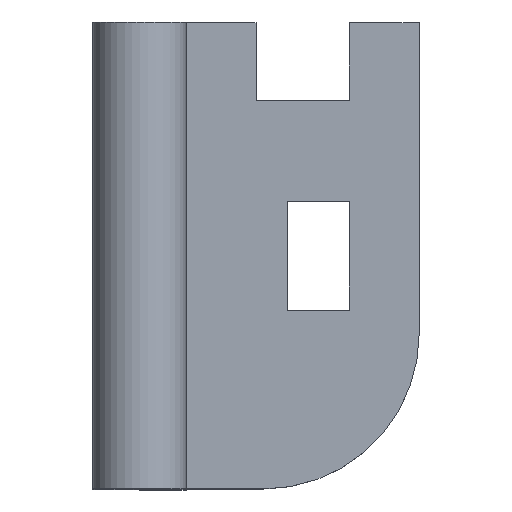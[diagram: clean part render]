
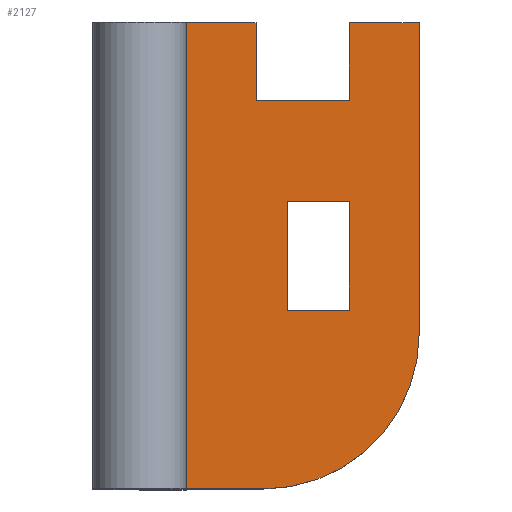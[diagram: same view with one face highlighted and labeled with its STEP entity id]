
A CAD part, top view. The second image highlights one B-rep face of the part: STEP entity #2127.
In plain terms, the highlighted planar face has unit normal (0, 0, 1).
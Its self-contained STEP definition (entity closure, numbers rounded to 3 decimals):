
#8 = LINE ( 'NONE', #745, #1488 ) ;
#21 = CARTESIAN_POINT ( 'NONE',  ( 13.5, 30., 39. ) ) ;
#22 = DIRECTION ( 'NONE',  ( 0., 1., 0. ) ) ;
#26 = VERTEX_POINT ( 'NONE', #1156 ) ;
#30 = LINE ( 'NONE', #1632, #1882 ) ;
#37 = VERTEX_POINT ( 'NONE', #2109 ) ;
#47 = PLANE ( 'NONE',  #1579 ) ;
#82 = LINE ( 'NONE', #2215, #2141 ) ;
#88 = CIRCLE ( 'NONE', #238, 10. ) ;
#147 = CARTESIAN_POINT ( 'NONE',  ( 3., 0., 39. ) ) ;
#153 = VECTOR ( 'NONE', #1026, 1000. ) ;
#157 = VERTEX_POINT ( 'NONE', #1820 ) ;
#167 = EDGE_CURVE ( 'NONE', #37, #1616, #940, .T. ) ;
#207 = LINE ( 'NONE', #1014, #153 ) ;
#208 = DIRECTION ( 'NONE',  ( 0., 1., 0. ) ) ;
#233 = EDGE_CURVE ( 'NONE', #281, #419, #207, .T. ) ;
#238 = AXIS2_PLACEMENT_3D ( 'NONE', #643, #1840, #1323 ) ;
#239 = VECTOR ( 'NONE', #1710, 1000. ) ;
#281 = VERTEX_POINT ( 'NONE', #147 ) ;
#305 = EDGE_CURVE ( 'NONE', #2111, #314, #2108, .T. ) ;
#313 = ORIENTED_EDGE ( 'NONE', *, *, #1180, .F. ) ;
#314 = VERTEX_POINT ( 'NONE', #512 ) ;
#336 = EDGE_CURVE ( 'NONE', #1922, #157, #439, .T. ) ;
#349 = LINE ( 'NONE', #21, #1678 ) ;
#363 = ORIENTED_EDGE ( 'NONE', *, *, #1599, .F. ) ;
#403 = DIRECTION ( 'NONE',  ( 1., 0., 0. ) ) ;
#411 = EDGE_CURVE ( 'NONE', #26, #1922, #707, .T. ) ;
#418 = VECTOR ( 'NONE', #521, 1000. ) ;
#419 = VERTEX_POINT ( 'NONE', #1394 ) ;
#439 = LINE ( 'NONE', #1900, #1214 ) ;
#446 = VERTEX_POINT ( 'NONE', #1548 ) ;
#471 = CARTESIAN_POINT ( 'NONE',  ( 18., 30., 39. ) ) ;
#512 = CARTESIAN_POINT ( 'NONE',  ( 18., 10., 39. ) ) ;
#521 = DIRECTION ( 'NONE',  ( 0., -1., 0. ) ) ;
#547 = ORIENTED_EDGE ( 'NONE', *, *, #167, .F. ) ;
#550 = VECTOR ( 'NONE', #776, 1000. ) ;
#558 = LINE ( 'NONE', #1994, #899 ) ;
#562 = ORIENTED_EDGE ( 'NONE', *, *, #336, .F. ) ;
#601 = CARTESIAN_POINT ( 'NONE',  ( 13.5, 18.5, 39. ) ) ;
#643 = CARTESIAN_POINT ( 'NONE',  ( 8., 10., 39. ) ) ;
#694 = EDGE_CURVE ( 'NONE', #1616, #1801, #30, .T. ) ;
#705 = CARTESIAN_POINT ( 'NONE',  ( 7.5, 30., 39. ) ) ;
#707 = LINE ( 'NONE', #705, #239 ) ;
#745 = CARTESIAN_POINT ( 'NONE',  ( 18., 30., 39. ) ) ;
#757 = VERTEX_POINT ( 'NONE', #1109 ) ;
#776 = DIRECTION ( 'NONE',  ( -1., 0., 0. ) ) ;
#805 = EDGE_CURVE ( 'NONE', #419, #314, #88, .T. ) ;
#855 = DIRECTION ( 'NONE',  ( 1., 0., 0. ) ) ;
#885 = DIRECTION ( 'NONE',  ( 1., 0., 0. ) ) ;
#899 = VECTOR ( 'NONE', #22, 1000. ) ;
#916 = ORIENTED_EDGE ( 'NONE', *, *, #233, .T. ) ;
#933 = ORIENTED_EDGE ( 'NONE', *, *, #1729, .F. ) ;
#940 = LINE ( 'NONE', #601, #550 ) ;
#1011 = ORIENTED_EDGE ( 'NONE', *, *, #305, .F. ) ;
#1014 = CARTESIAN_POINT ( 'NONE',  ( 18., 0., 39. ) ) ;
#1026 = DIRECTION ( 'NONE',  ( 1., 0., 0. ) ) ;
#1065 = CARTESIAN_POINT ( 'NONE',  ( 18., 30., 39. ) ) ;
#1109 = CARTESIAN_POINT ( 'NONE',  ( 13.5, 11.5, 39. ) ) ;
#1115 = ORIENTED_EDGE ( 'NONE', *, *, #411, .F. ) ;
#1136 = VERTEX_POINT ( 'NONE', #1275 ) ;
#1156 = CARTESIAN_POINT ( 'NONE',  ( 7.5, 30., 39. ) ) ;
#1180 = EDGE_CURVE ( 'NONE', #1136, #2111, #1802, .T. ) ;
#1214 = VECTOR ( 'NONE', #885, 1000. ) ;
#1250 = DIRECTION ( 'NONE',  ( -1., 0., 0. ) ) ;
#1263 = CARTESIAN_POINT ( 'NONE',  ( 18., 30., 39. ) ) ;
#1275 = CARTESIAN_POINT ( 'NONE',  ( 13.5, 30., 39. ) ) ;
#1300 = EDGE_LOOP ( 'NONE', ( #916, #1612, #1011, #313, #933, #562, #1115, #1572, #2162 ) ) ;
#1303 = VECTOR ( 'NONE', #403, 1000. ) ;
#1323 = DIRECTION ( 'NONE',  ( -1., 0., 0. ) ) ;
#1349 = CARTESIAN_POINT ( 'NONE',  ( 7.5, 25., 39. ) ) ;
#1361 = DIRECTION ( 'NONE',  ( 0., 0., -1. ) ) ;
#1384 = ORIENTED_EDGE ( 'NONE', *, *, #2105, .F. ) ;
#1394 = CARTESIAN_POINT ( 'NONE',  ( 8., 0., 39. ) ) ;
#1401 = ORIENTED_EDGE ( 'NONE', *, *, #694, .F. ) ;
#1488 = VECTOR ( 'NONE', #2101, 1000. ) ;
#1496 = EDGE_LOOP ( 'NONE', ( #547, #1384, #363, #1401 ) ) ;
#1548 = CARTESIAN_POINT ( 'NONE',  ( 3., 30., 39. ) ) ;
#1572 = ORIENTED_EDGE ( 'NONE', *, *, #1805, .F. ) ;
#1579 = AXIS2_PLACEMENT_3D ( 'NONE', #1792, #1361, #1250 ) ;
#1599 = EDGE_CURVE ( 'NONE', #1801, #757, #82, .T. ) ;
#1612 = ORIENTED_EDGE ( 'NONE', *, *, #805, .T. ) ;
#1616 = VERTEX_POINT ( 'NONE', #2211 ) ;
#1632 = CARTESIAN_POINT ( 'NONE',  ( 9.5, 18.5, 39. ) ) ;
#1678 = VECTOR ( 'NONE', #208, 1000. ) ;
#1689 = DIRECTION ( 'NONE',  ( 0., -1., 0. ) ) ;
#1710 = DIRECTION ( 'NONE',  ( 0., -1., 0. ) ) ;
#1729 = EDGE_CURVE ( 'NONE', #157, #1136, #349, .T. ) ;
#1792 = CARTESIAN_POINT ( 'NONE',  ( 18., 30., 39. ) ) ;
#1796 = LINE ( 'NONE', #1870, #418 ) ;
#1801 = VERTEX_POINT ( 'NONE', #2153 ) ;
#1802 = LINE ( 'NONE', #1263, #1303 ) ;
#1805 = EDGE_CURVE ( 'NONE', #446, #26, #8, .T. ) ;
#1820 = CARTESIAN_POINT ( 'NONE',  ( 13.5, 25., 39. ) ) ;
#1840 = DIRECTION ( 'NONE',  ( 0., 0., 1. ) ) ;
#1870 = CARTESIAN_POINT ( 'NONE',  ( 3., 30., 39. ) ) ;
#1878 = FACE_OUTER_BOUND ( 'NONE', #1300, .T. ) ;
#1882 = VECTOR ( 'NONE', #2134, 1000. ) ;
#1900 = CARTESIAN_POINT ( 'NONE',  ( 7.5, 25., 39. ) ) ;
#1922 = VERTEX_POINT ( 'NONE', #1349 ) ;
#1994 = CARTESIAN_POINT ( 'NONE',  ( 13.5, 18.5, 39. ) ) ;
#2044 = FACE_BOUND ( 'NONE', #1496, .T. ) ;
#2101 = DIRECTION ( 'NONE',  ( 1., 0., 0. ) ) ;
#2105 = EDGE_CURVE ( 'NONE', #757, #37, #558, .T. ) ;
#2108 = LINE ( 'NONE', #471, #2159 ) ;
#2109 = CARTESIAN_POINT ( 'NONE',  ( 13.5, 18.5, 39. ) ) ;
#2111 = VERTEX_POINT ( 'NONE', #1065 ) ;
#2127 = ADVANCED_FACE ( 'NONE', ( #2044, #1878 ), #47, .F. ) ;
#2134 = DIRECTION ( 'NONE',  ( 0., -1., 0. ) ) ;
#2141 = VECTOR ( 'NONE', #855, 1000. ) ;
#2153 = CARTESIAN_POINT ( 'NONE',  ( 9.5, 11.5, 39. ) ) ;
#2159 = VECTOR ( 'NONE', #1689, 1000. ) ;
#2162 = ORIENTED_EDGE ( 'NONE', *, *, #2214, .T. ) ;
#2211 = CARTESIAN_POINT ( 'NONE',  ( 9.5, 18.5, 39. ) ) ;
#2214 = EDGE_CURVE ( 'NONE', #446, #281, #1796, .T. ) ;
#2215 = CARTESIAN_POINT ( 'NONE',  ( 13.5, 11.5, 39. ) ) ;
